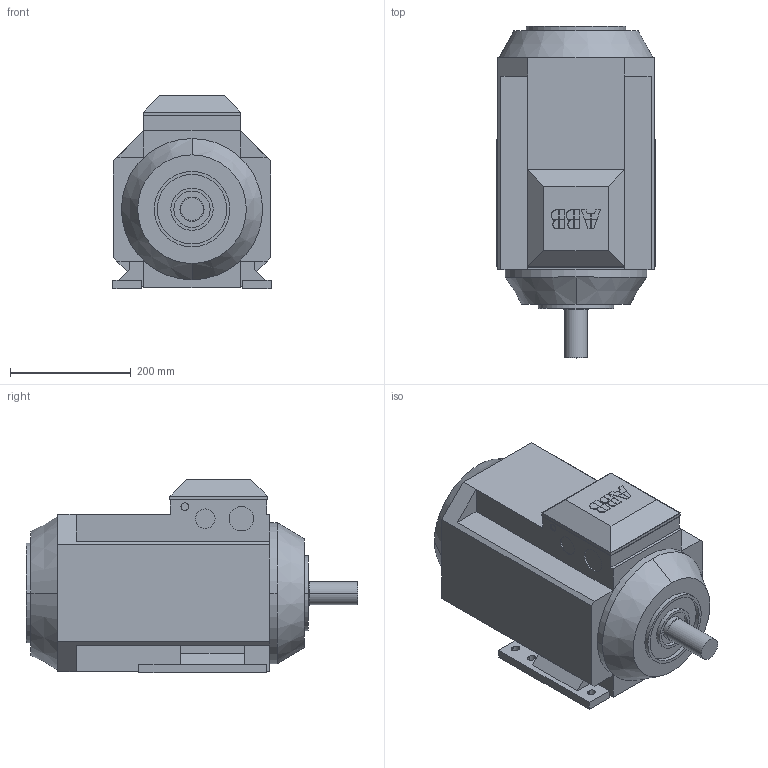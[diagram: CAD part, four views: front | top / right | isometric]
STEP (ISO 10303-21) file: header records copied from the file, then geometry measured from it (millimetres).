
FILE_DESCRIPTION(/* description */ (''),/* implementation_level */ '2;1');
FILE_NAME(/* name */ 'M2AA IE2 132 Large B3.stp',/* time_stamp */ '2015-07-01T13:30:01+02:00',/* author */ (''),/* organization */ (''),/* preprocessor_version */ 'ST-DEVELOPER v14',/* originating_system */ 'SIEMENS PLM Software NX 8.0',/* authorisation */ '');
FILE_SCHEMA (('AUTOMOTIVE_DESIGN { 1 0 10303 214 3 1 1 1 }'));
Length unit declared in the file: millimetre
Products named in the file (1): A1.5000 3D A2.5025_igs
Bounding box: 262 x 550 x 321 mm (x, y, z)
Volume: 25999844.1 mm3; surface area: 683990.5 mm2
Topology: 1 solids, 1 shells, 208 faces, 514 edges, 338 vertices
Faces by surface type: plane 150, cylinder 42, bspline 10, cone 6
Entity records: 6200 total; most frequent: CARTESIAN_POINT 1181, ORIENTED_EDGE 1028, DIRECTION 988, EDGE_CURVE 514, LINE 398, VECTOR 398, VERTEX_POINT 338, AXIS2_PLACEMENT_3D 295
